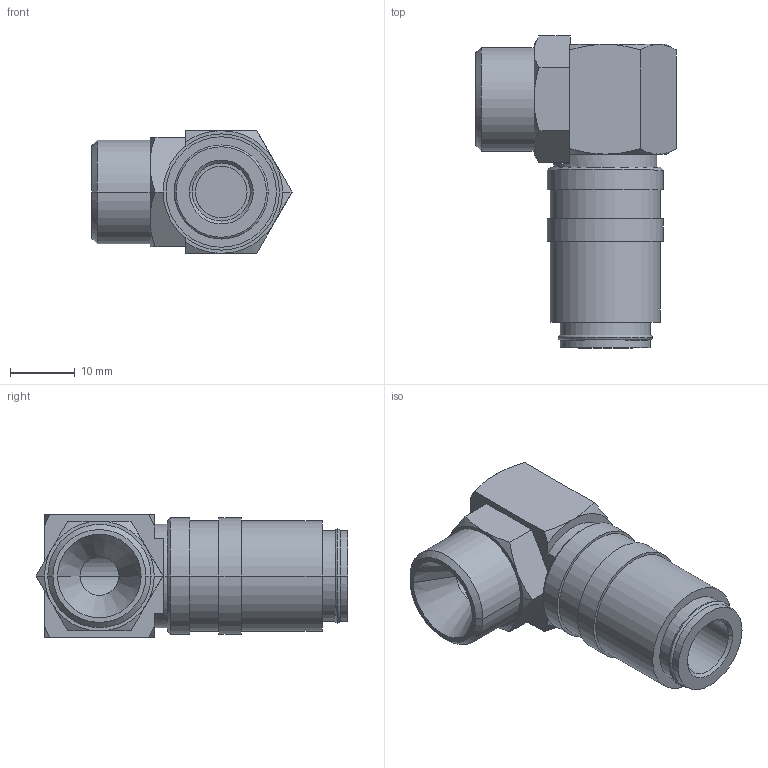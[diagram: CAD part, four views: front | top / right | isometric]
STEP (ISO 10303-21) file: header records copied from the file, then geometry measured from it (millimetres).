
FILE_DESCRIPTION(('STEP AP214'),'1');
FILE_NAME('eshm_1615_a-90ab.stp','2020-04-22T06:06:02',('TraceParts'),('TraceParts S.A.'),'Spatial InterOp 3D',' ',' ');
FILE_SCHEMA(('automotive_design'));
Length unit declared in the file: millimetre
Products named in the file (1): 1
Bounding box: 31 x 48.31 x 19 mm (x, y, z)
Volume: 11156.5 mm3; surface area: 5466.5 mm2
Topology: 1 solids, 1 shells, 81 faces, 186 edges, 114 vertices
Faces by surface type: cone 28, plane 27, cylinder 22, torus 4
Entity records: 3036 total; most frequent: CARTESIAN_POINT 586, DIRECTION 390, ORIENTED_EDGE 372, EDGE_CURVE 186, AXIS2_PLACEMENT_3D 162, VERTEX_POINT 114, EDGE_LOOP 90, STYLED_ITEM 81
